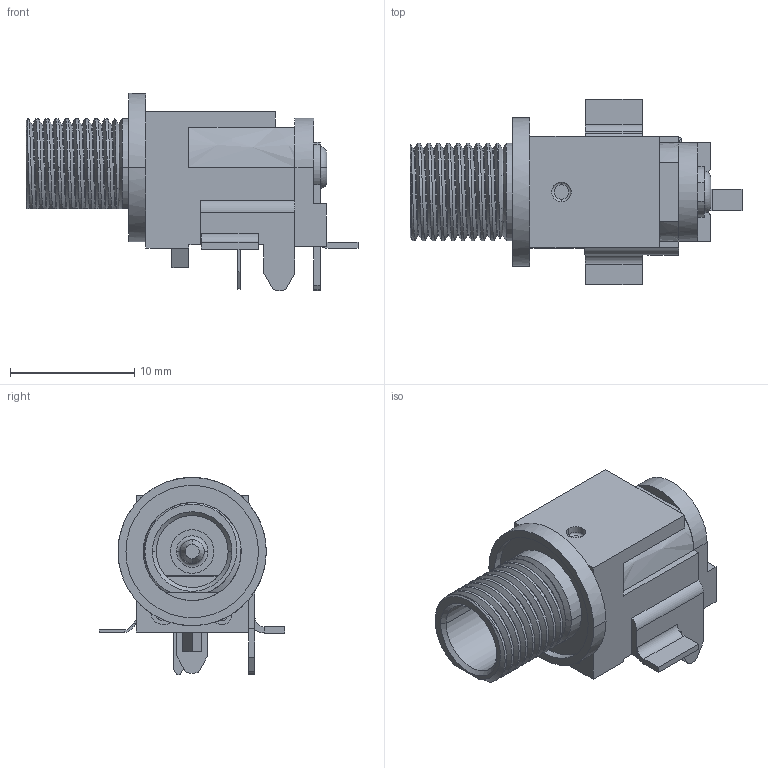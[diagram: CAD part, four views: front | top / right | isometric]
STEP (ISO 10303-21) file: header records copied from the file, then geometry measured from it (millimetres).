
FILE_DESCRIPTION(('FreeCAD Model'),'2;1');
FILE_NAME('Switchcraft-RASH10P.step','2018-05-02T19:51:21',('kicad StepUp'),('ksu MCAD'), 'Open CASCADE STEP processor 7.2','FreeCAD','Unknown');
FILE_SCHEMA(('AUTOMOTIVE_DESIGN { 1 0 10303 214 1 1 1 1 }'));
Length unit declared in the file: millimetre
Products named in the file (1): RASH10P002
Bounding box: 26.72 x 14.95 x 15.88 mm (x, y, z)
Volume: 1280.8 mm3; surface area: 1806.3 mm2
Topology: 1 solids, 3 shells, 304 faces, 816 edges, 528 vertices
Faces by surface type: plane 138, cylinder 101, bspline 47, cone 12, torus 6
Entity records: 19091 total; most frequent: CARTESIAN_POINT 10073, ORIENTED_EDGE 1632, DIRECTION 1185, EDGE_CURVE 816, VERTEX_POINT 528, LINE 411, VECTOR 411, AXIS2_PLACEMENT_3D 387
